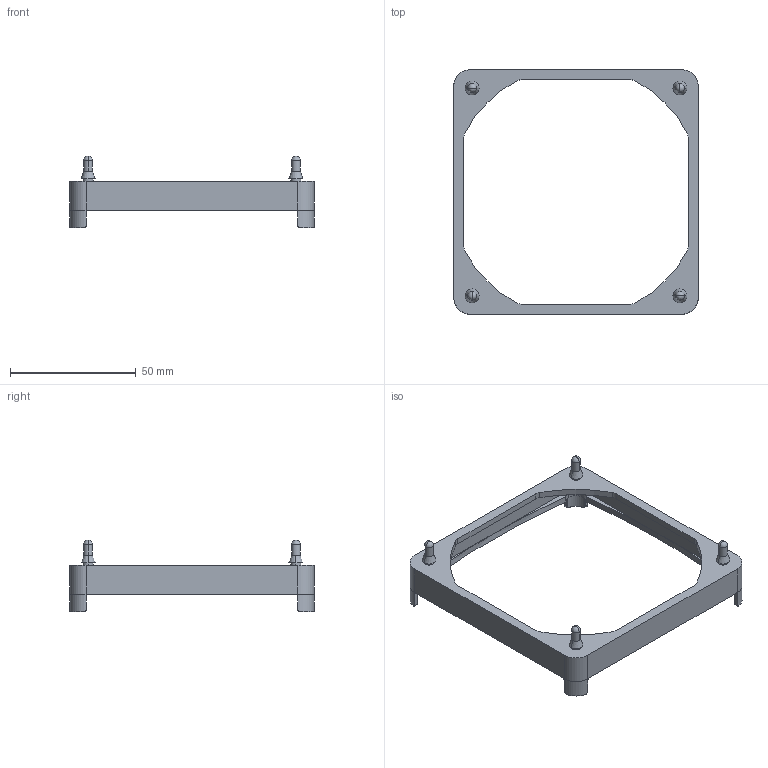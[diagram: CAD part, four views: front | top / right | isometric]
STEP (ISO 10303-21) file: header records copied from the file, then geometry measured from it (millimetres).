
FILE_DESCRIPTION((''),'2;1');
FILE_NAME('SLM-92-60-10-F.stp','2012-05-02T22:30:28',(''),(''),'Mechanical Desktop.R8.0.24.0','Mechanical Desktop.R8.0.24.0',', , ');
FILE_SCHEMA(('CONFIG_CONTROL_DESIGN'));
Length unit declared in the file: millimetre
Products named in the file (2): SLM-92-60-10-F OVA; SLM-92-60-10-F OV
Assembly tree (1 placements, depth 2):
  SLM-92-60-10-F OVA
    SLM-92-60-10-F OV
Bounding box: 97 x 97 x 28.5 mm (x, y, z)
Volume: 15456.2 mm3; surface area: 14493.6 mm2
Topology: 1 solids, 1 shells, 2024 faces, 5730 edges, 3787 vertices
Faces by surface type: bspline 1527, plane 350, cylinder 111, sphere 24, cone 8, torus 4
Entity records: 74164 total; most frequent: CARTESIAN_POINT 32182, ORIENTED_EDGE 11396, EDGE_CURVE 5698, DIRECTION 3881, VERTEX_POINT 3779, B_SPLINE_CURVE_WITH_KNOTS 3070, VECTOR 2373, LINE 2373
